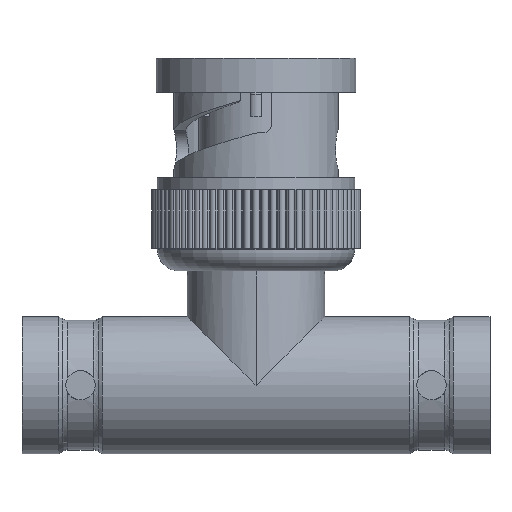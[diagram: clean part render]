
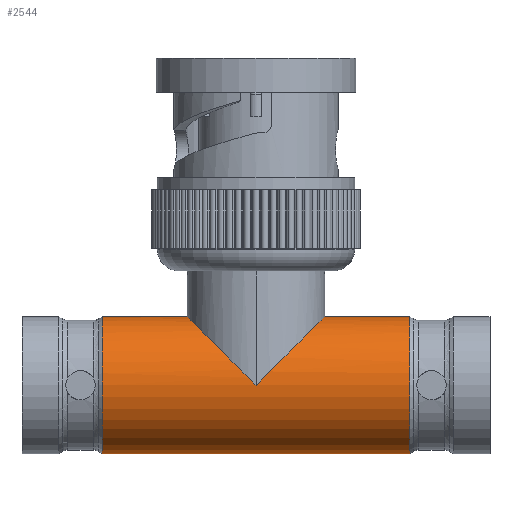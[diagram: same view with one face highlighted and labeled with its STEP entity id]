
A CAD part, left-side view. The second image highlights one B-rep face of the part: STEP entity #2544.
In plain terms, the highlighted cylindrical face has radius 4.763 mm (diameter 9.525 mm), a partial arc.
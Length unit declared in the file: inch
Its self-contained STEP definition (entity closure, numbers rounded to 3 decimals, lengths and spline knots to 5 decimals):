
#2078 = VERTEX_POINT ( 'NONE', #8120 ) ;
#2080 = EDGE_CURVE ( 'NONE', #2078, #2081, #8119, .T. ) ;
#2081 = VERTEX_POINT ( 'NONE', #8107 ) ;
#2185 = EDGE_CURVE ( 'NONE', #2376, #2078, #8330, .T. ) ;
#2329 = VERTEX_POINT ( 'NONE', #8796 ) ;
#2331 = EDGE_CURVE ( 'NONE', #2329, #2343, #8795, .T. ) ;
#2343 = VERTEX_POINT ( 'NONE', #8690 ) ;
#2345 = EDGE_CURVE ( 'NONE', #2343, #2346, #8689, .T. ) ;
#2346 = VERTEX_POINT ( 'NONE', #8684 ) ;
#2376 = VERTEX_POINT ( 'NONE', #8875 ) ;
#2379 = VERTEX_POINT ( 'NONE', #8869 ) ;
#2424 = EDGE_CURVE ( 'NONE', #2379, #2346, #9118, .T. ) ;
#2544 = ADVANCED_FACE ( 'NONE', ( #8989 ), #8986, .T. ) ;
#2545 = EDGE_LOOP ( 'NONE', ( #2546, #2547, #2549, #2550, #2551, #2552, #2555 ) ) ;
#2546 = ORIENTED_EDGE ( 'NONE', *, *, #2185, .F. ) ;
#2547 = ORIENTED_EDGE ( 'NONE', *, *, #2548, .T. ) ;
#2548 = EDGE_CURVE ( 'NONE', #2376, #2379, #8987, .T. ) ;
#2549 = ORIENTED_EDGE ( 'NONE', *, *, #2424, .T. ) ;
#2550 = ORIENTED_EDGE ( 'NONE', *, *, #2345, .F. ) ;
#2551 = ORIENTED_EDGE ( 'NONE', *, *, #2331, .F. ) ;
#2552 = ORIENTED_EDGE ( 'NONE', *, *, #2553, .F. ) ;
#2553 = EDGE_CURVE ( 'NONE', #2081, #2329, #8976, .T. ) ;
#2555 = ORIENTED_EDGE ( 'NONE', *, *, #2080, .F. ) ;
#8102 = CARTESIAN_POINT ( 'NONE',  ( -0.1875, 0., 0. ) ) ;
#8103 = CARTESIAN_POINT ( 'NONE',  ( -0.1875, 0.10983, 0.10983 ) ) ;
#8104 = CARTESIAN_POINT ( 'NONE',  ( -0.10983, 0.1875, 0.1875 ) ) ;
#8105 = CARTESIAN_POINT ( 'NONE',  ( 0., 0.1875, 0.1875 ) ) ;
#8107 = CARTESIAN_POINT ( 'NONE',  ( -0.1875, 0., 0. ) ) ;
#8119 =( BOUNDED_CURVE ( )  B_SPLINE_CURVE ( 3, ( #8105, #8104, #8103, #8102 ),
 .UNSPECIFIED., .F., .T. ) 
 B_SPLINE_CURVE_WITH_KNOTS ( ( 4, 4 ),
 ( 0., 1.5708 ),
 .UNSPECIFIED. ) 
 CURVE ( )  GEOMETRIC_REPRESENTATION_ITEM ( )  RATIONAL_B_SPLINE_CURVE ( ( 1., 0.805, 0.805, 1. ) ) 
 REPRESENTATION_ITEM ( '' )  );
#8120 = CARTESIAN_POINT ( 'NONE',  ( 0., 0.1875, 0.1875 ) ) ;
#8327 = DIRECTION ( 'NONE',  ( 0., -1., 0. ) ) ;
#8328 = VECTOR ( 'NONE', #8327, 39.37008 ) ;
#8329 = CARTESIAN_POINT ( 'NONE',  ( 0., 0.2175, 0.1875 ) ) ;
#8330 = LINE ( 'NONE', #8329, #8328 ) ;
#8684 = CARTESIAN_POINT ( 'NONE',  ( 0., -0.42, -0.1875 ) ) ;
#8685 = DIRECTION ( 'NONE',  ( 0., 0., -1. ) ) ;
#8686 = DIRECTION ( 'NONE',  ( 0., -1., 0. ) ) ;
#8687 = CARTESIAN_POINT ( 'NONE',  ( 0., -0.42, 0. ) ) ;
#8688 = AXIS2_PLACEMENT_3D ( 'NONE', #8687, #8686, #8685 ) ;
#8689 = CIRCLE ( 'NONE', #8688, 0.1875 ) ;
#8690 = CARTESIAN_POINT ( 'NONE',  ( 0., -0.42, 0.1875 ) ) ;
#8795 = LINE ( 'NONE', #8839, #8838 ) ;
#8796 = CARTESIAN_POINT ( 'NONE',  ( 0., -0.1875, 0.1875 ) ) ;
#8837 = DIRECTION ( 'NONE',  ( 0., -1., 0. ) ) ;
#8838 = VECTOR ( 'NONE', #8837, 39.37008 ) ;
#8839 = CARTESIAN_POINT ( 'NONE',  ( 0., 0.2175, 0.1875 ) ) ;
#8869 = CARTESIAN_POINT ( 'NONE',  ( 0., 0.42, -0.1875 ) ) ;
#8875 = CARTESIAN_POINT ( 'NONE',  ( 0., 0.42, 0.1875 ) ) ;
#8972 = CARTESIAN_POINT ( 'NONE',  ( 0., -0.1875, 0.1875 ) ) ;
#8973 = CARTESIAN_POINT ( 'NONE',  ( -0.10983, -0.1875, 0.1875 ) ) ;
#8974 = CARTESIAN_POINT ( 'NONE',  ( -0.1875, -0.10983, 0.10983 ) ) ;
#8975 = CARTESIAN_POINT ( 'NONE',  ( -0.1875, 0., 0. ) ) ;
#8976 =( BOUNDED_CURVE ( )  B_SPLINE_CURVE ( 3, ( #8975, #8974, #8973, #8972 ),
 .UNSPECIFIED., .F., .T. ) 
 B_SPLINE_CURVE_WITH_KNOTS ( ( 4, 4 ),
 ( 4.71239, 6.28319 ),
 .UNSPECIFIED. ) 
 CURVE ( )  GEOMETRIC_REPRESENTATION_ITEM ( )  RATIONAL_B_SPLINE_CURVE ( ( 1., 0.805, 0.805, 1. ) ) 
 REPRESENTATION_ITEM ( '' )  );
#8979 = DIRECTION ( 'NONE',  ( 0., 0., -1. ) ) ;
#8980 = DIRECTION ( 'NONE',  ( 0., -1., 0. ) ) ;
#8981 = CARTESIAN_POINT ( 'NONE',  ( 0., 0.42, 0. ) ) ;
#8982 = AXIS2_PLACEMENT_3D ( 'NONE', #8981, #8980, #8979 ) ;
#8983 = DIRECTION ( 'NONE',  ( 0., 0., -1. ) ) ;
#8984 = DIRECTION ( 'NONE',  ( 0., -1., 0. ) ) ;
#8985 = CARTESIAN_POINT ( 'NONE',  ( 0., 0.2175, 0. ) ) ;
#8986 = CYLINDRICAL_SURFACE ( 'NONE', #8988, 0.1875 ) ;
#8987 = CIRCLE ( 'NONE', #8982, 0.1875 ) ;
#8988 = AXIS2_PLACEMENT_3D ( 'NONE', #8985, #8984, #8983 ) ;
#8989 = FACE_OUTER_BOUND ( 'NONE', #2545, .T. ) ;
#9066 = DIRECTION ( 'NONE',  ( 0., -1., 0. ) ) ;
#9067 = VECTOR ( 'NONE', #9066, 39.37008 ) ;
#9117 = CARTESIAN_POINT ( 'NONE',  ( 0., 0.2175, -0.1875 ) ) ;
#9118 = LINE ( 'NONE', #9117, #9067 ) ;
